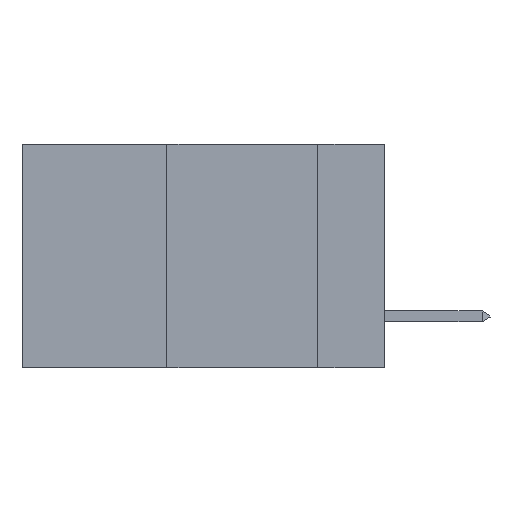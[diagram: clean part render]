
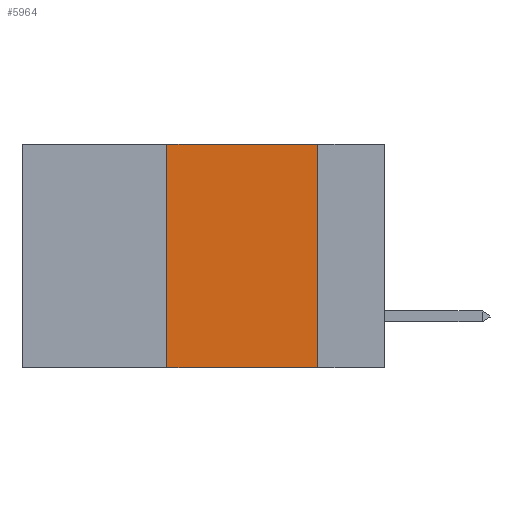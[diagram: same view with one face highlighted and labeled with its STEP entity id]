
A CAD part, left-side view. The second image highlights one B-rep face of the part: STEP entity #5964.
In plain terms, the highlighted planar face has unit normal (-1, 0, 0).
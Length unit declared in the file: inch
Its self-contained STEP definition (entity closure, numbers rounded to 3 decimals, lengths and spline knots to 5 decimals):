
#301 = LINE ( 'NONE', #7810, #9277 ) ;
#518 = VERTEX_POINT ( 'NONE', #990 ) ;
#800 = VECTOR ( 'NONE', #14516, 39.37008 ) ;
#804 = ORIENTED_EDGE ( 'NONE', *, *, #9560, .T. ) ;
#906 = CARTESIAN_POINT ( 'NONE',  ( 0., 0.6, -0.37 ) ) ;
#990 = CARTESIAN_POINT ( 'NONE',  ( 0., 0.36, -0.37 ) ) ;
#2098 = DIRECTION ( 'NONE',  ( 1., 0., 0. ) ) ;
#4153 = CARTESIAN_POINT ( 'NONE',  ( 0., 0.36, 0. ) ) ;
#4873 = EDGE_CURVE ( 'NONE', #6958, #5760, #10886, .T. ) ;
#4936 = CARTESIAN_POINT ( 'NONE',  ( 0., 0.11, 0. ) ) ;
#5091 = CARTESIAN_POINT ( 'NONE',  ( 0., 0.6, 0. ) ) ;
#5760 = VERTEX_POINT ( 'NONE', #13865 ) ;
#5964 = ADVANCED_FACE ( 'NONE', ( #9944 ), #9214, .F. ) ;
#6110 = DIRECTION ( 'NONE',  ( 0., 0., -1. ) ) ;
#6958 = VERTEX_POINT ( 'NONE', #4153 ) ;
#7599 = VERTEX_POINT ( 'NONE', #11263 ) ;
#7810 = CARTESIAN_POINT ( 'NONE',  ( 0., 0.36, 0. ) ) ;
#8171 = LINE ( 'NONE', #906, #11138 ) ;
#8290 = EDGE_LOOP ( 'NONE', ( #11626, #9649, #8449, #804 ) ) ;
#8349 = DIRECTION ( 'NONE',  ( 0., -1., 0. ) ) ;
#8449 = ORIENTED_EDGE ( 'NONE', *, *, #12425, .F. ) ;
#9158 = CARTESIAN_POINT ( 'NONE',  ( 0., 0.6, 0. ) ) ;
#9214 = PLANE ( 'NONE',  #14720 ) ;
#9277 = VECTOR ( 'NONE', #11444, 39.37008 ) ;
#9560 = EDGE_CURVE ( 'NONE', #518, #7599, #8171, .T. ) ;
#9649 = ORIENTED_EDGE ( 'NONE', *, *, #4873, .F. ) ;
#9944 = FACE_OUTER_BOUND ( 'NONE', #8290, .T. ) ;
#10886 = LINE ( 'NONE', #5091, #800 ) ;
#11138 = VECTOR ( 'NONE', #8349, 39.37008 ) ;
#11263 = CARTESIAN_POINT ( 'NONE',  ( 0., 0.11, -0.37 ) ) ;
#11444 = DIRECTION ( 'NONE',  ( 0., 0., 1. ) ) ;
#11532 = DIRECTION ( 'NONE',  ( 0., 0., -1. ) ) ;
#11626 = ORIENTED_EDGE ( 'NONE', *, *, #13270, .F. ) ;
#12425 = EDGE_CURVE ( 'NONE', #518, #6958, #301, .T. ) ;
#13093 = LINE ( 'NONE', #4936, #13295 ) ;
#13270 = EDGE_CURVE ( 'NONE', #5760, #7599, #13093, .T. ) ;
#13295 = VECTOR ( 'NONE', #6110, 39.37008 ) ;
#13865 = CARTESIAN_POINT ( 'NONE',  ( 0., 0.11, 0. ) ) ;
#14516 = DIRECTION ( 'NONE',  ( 0., -1., 0. ) ) ;
#14720 = AXIS2_PLACEMENT_3D ( 'NONE', #9158, #2098, #11532 ) ;
